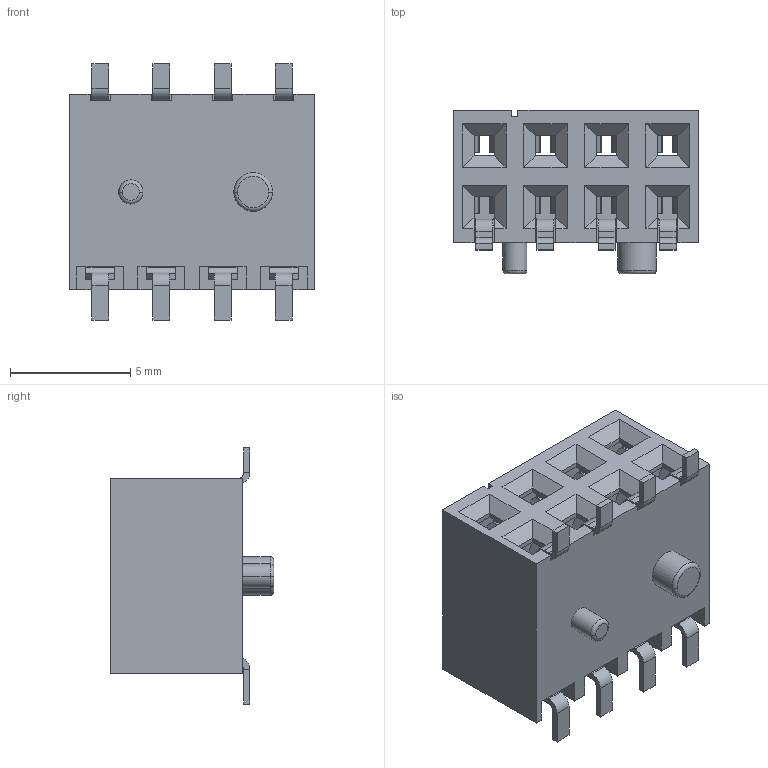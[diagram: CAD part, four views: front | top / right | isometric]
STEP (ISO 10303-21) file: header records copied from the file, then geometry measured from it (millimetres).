
FILE_DESCRIPTION((''),'2;1');
FILE_NAME('SPCFZ08_ASM','2023-11-20T',('gain.gao'),(''),'PRO/ENGINEER BY PARAMETRIC TECHNOLOGY CORPORATION, 2015440','PRO/ENGINEER BY PARAMETRIC TECHNOLOGY CORPORATION, 2015440','');
FILE_SCHEMA(('AUTOMOTIVE_DESIGN { 1 0 10303 214 1 1 1 1 }'));
Length unit declared in the file: millimetre
Products named in the file (5): SPCFHSG_5; TER-1_8; TER-2_7; SPCZF_ASM_6_ASM; SPCFZ08_ASM
Assembly tree (10 placements, depth 3):
  SPCFZ08_ASM
    SPCZF_ASM_6_ASM
      SPCFHSG_5
      TER-1_8  x4
      TER-2_7  x4
Bounding box: 10.16 x 6.8 x 10.64 mm (x, y, z)
Volume: 299.8 mm3; surface area: 1216.3 mm2
Topology: 9 solids, 9 shells, 1024 faces, 2440 edges, 1428 vertices
Faces by surface type: plane 752, cylinder 252, bspline 16, torus 4
Entity records: 16002 total; most frequent: CARTESIAN_POINT 1966, DIRECTION 1788, ORIENTED_EDGE 1784, PRESENTATION_STYLE_ASSIGNMENT 1247, STYLED_ITEM 1247, CURVE_STYLE 892, EDGE_CURVE 892, VECTOR 724
